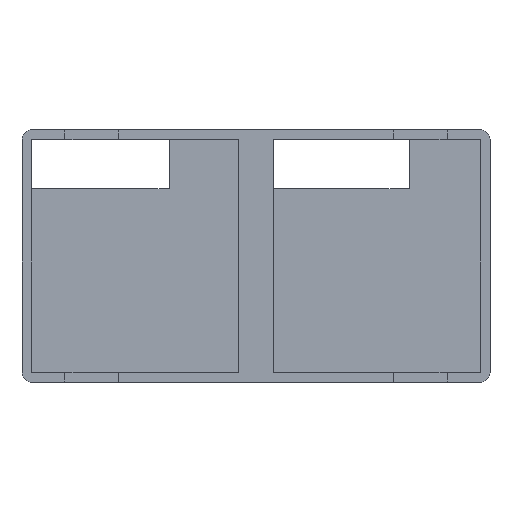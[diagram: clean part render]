
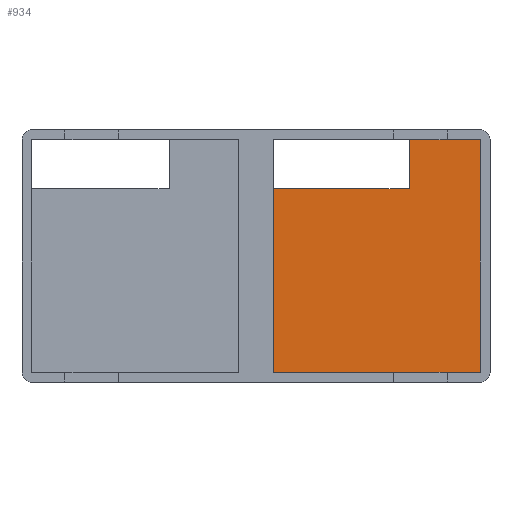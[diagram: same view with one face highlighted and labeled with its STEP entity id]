
A CAD part, top view. The second image highlights one B-rep face of the part: STEP entity #934.
In plain terms, the highlighted planar face has unit normal (0, 0, 1).
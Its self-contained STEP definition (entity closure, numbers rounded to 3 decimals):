
#64=FACE_OUTER_BOUND('',#109,.T.);
#109=EDGE_LOOP('',(#784,#785,#786,#787,#788,#789,#790,#791,#792,#793));
#131=LINE('',#1268,#256);
#134=LINE('',#1274,#259);
#136=LINE('',#1278,#261);
#143=LINE('',#1293,#268);
#149=LINE('',#1304,#274);
#203=LINE('',#1414,#328);
#224=LINE('',#1460,#349);
#227=LINE('',#1465,#352);
#232=LINE('',#1474,#357);
#233=LINE('',#1476,#358);
#256=VECTOR('',#1031,10.);
#259=VECTOR('',#1036,10.);
#261=VECTOR('',#1040,10.);
#268=VECTOR('',#1053,10.);
#274=VECTOR('',#1059,10.);
#328=VECTOR('',#1143,10.);
#349=VECTOR('',#1184,10.);
#352=VECTOR('',#1189,10.);
#357=VECTOR('',#1200,10.);
#358=VECTOR('',#1203,10.);
#378=VERTEX_POINT('',#1264);
#379=VERTEX_POINT('',#1266);
#381=VERTEX_POINT('',#1272);
#382=VERTEX_POINT('',#1276);
#387=VERTEX_POINT('',#1292);
#392=VERTEX_POINT('',#1302);
#432=VERTEX_POINT('',#1411);
#433=VERTEX_POINT('',#1413);
#448=VERTEX_POINT('',#1459);
#450=VERTEX_POINT('',#1472);
#469=EDGE_CURVE('',#378,#379,#131,.T.);
#472=EDGE_CURVE('',#381,#379,#134,.T.);
#474=EDGE_CURVE('',#381,#382,#136,.T.);
#481=EDGE_CURVE('',#378,#387,#143,.T.);
#487=EDGE_CURVE('',#392,#382,#149,.T.);
#541=EDGE_CURVE('',#432,#433,#203,.T.);
#566=EDGE_CURVE('',#448,#387,#224,.T.);
#569=EDGE_CURVE('',#432,#448,#227,.T.);
#574=EDGE_CURVE('',#450,#392,#232,.T.);
#575=EDGE_CURVE('',#433,#450,#233,.T.);
#784=ORIENTED_EDGE('',*,*,#487,.F.);
#785=ORIENTED_EDGE('',*,*,#574,.F.);
#786=ORIENTED_EDGE('',*,*,#575,.F.);
#787=ORIENTED_EDGE('',*,*,#541,.F.);
#788=ORIENTED_EDGE('',*,*,#569,.T.);
#789=ORIENTED_EDGE('',*,*,#566,.T.);
#790=ORIENTED_EDGE('',*,*,#481,.F.);
#791=ORIENTED_EDGE('',*,*,#469,.T.);
#792=ORIENTED_EDGE('',*,*,#472,.F.);
#793=ORIENTED_EDGE('',*,*,#474,.T.);
#893=PLANE('',#997);
#934=ADVANCED_FACE('',(#64),#893,.F.);
#997=AXIS2_PLACEMENT_3D('',#1477,#1204,#1205);
#1031=DIRECTION('',(-1.,0.,0.));
#1036=DIRECTION('',(0.,1.,0.));
#1040=DIRECTION('',(1.,0.,0.));
#1053=DIRECTION('',(0.,-1.,0.));
#1059=DIRECTION('',(0.,1.,0.));
#1143=DIRECTION('',(1.,0.,0.));
#1184=DIRECTION('',(-1.,0.,0.));
#1189=DIRECTION('',(0.,-1.,0.));
#1200=DIRECTION('',(-1.,0.,0.));
#1203=DIRECTION('',(0.,-1.,0.));
#1204=DIRECTION('center_axis',(0.,0.,-1.));
#1205=DIRECTION('ref_axis',(-1.,0.,0.));
#1264=CARTESIAN_POINT('',(116.001,69.696,1.));
#1266=CARTESIAN_POINT('',(114.369,69.696,1.));
#1268=CARTESIAN_POINT('',(114.369,69.696,1.));
#1272=CARTESIAN_POINT('',(114.369,29.696,1.));
#1274=CARTESIAN_POINT('',(114.369,49.696,1.));
#1276=CARTESIAN_POINT('',(116.001,29.696,1.));
#1278=CARTESIAN_POINT('',(114.369,29.696,1.));
#1292=CARTESIAN_POINT('',(116.001,63.446,1.));
#1293=CARTESIAN_POINT('',(116.001,37.821,1.));
#1302=CARTESIAN_POINT('',(116.001,25.946,1.));
#1304=CARTESIAN_POINT('',(116.001,73.446,1.));
#1411=CARTESIAN_POINT('',(143.751,73.446,1.));
#1413=CARTESIAN_POINT('',(158.251,73.446,1.));
#1414=CARTESIAN_POINT('',(158.251,73.446,1.));
#1459=CARTESIAN_POINT('',(143.751,63.446,1.));
#1460=CARTESIAN_POINT('',(140.438,63.446,1.));
#1465=CARTESIAN_POINT('',(143.751,61.571,1.));
#1472=CARTESIAN_POINT('',(158.251,25.946,1.));
#1474=CARTESIAN_POINT('',(66.751,25.946,1.));
#1476=CARTESIAN_POINT('',(158.251,25.946,1.));
#1477=CARTESIAN_POINT('Origin',(137.126,49.696,1.));
